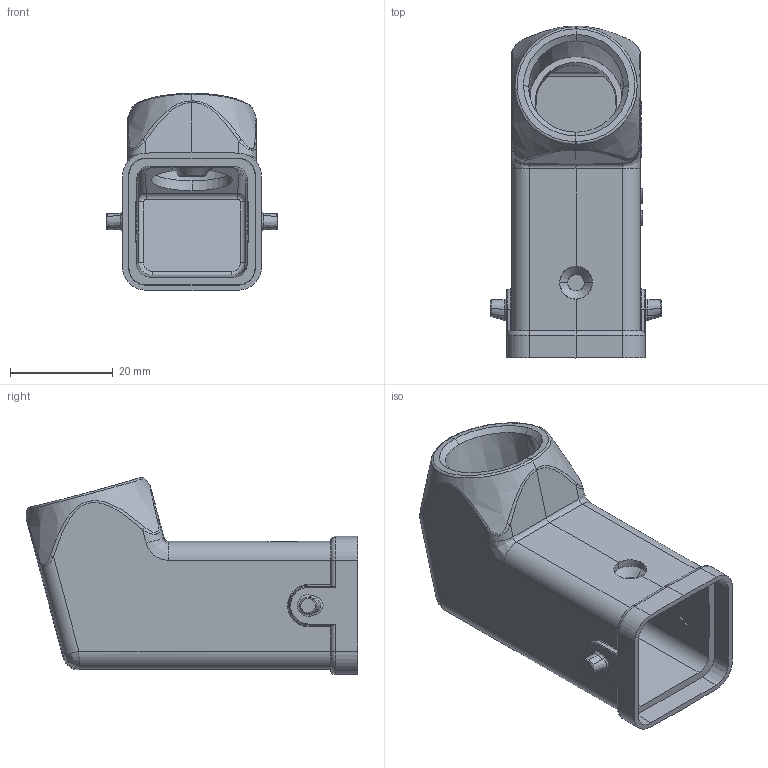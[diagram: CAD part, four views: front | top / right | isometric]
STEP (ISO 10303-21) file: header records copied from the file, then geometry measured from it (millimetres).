
FILE_DESCRIPTION((''),'2;1');
FILE_NAME('3D_1120035101001_H3A-SEHC-2B-M2','2024-01-18T',('yp.zhu'),(''),'PRO/ENGINEER BY PARAMETRIC TECHNOLOGY CORPORATION, 2012480','PRO/ENGINEER BY PARAMETRIC TECHNOLOGY CORPORATION, 2012480','');
FILE_SCHEMA(('CONFIG_CONTROL_DESIGN'));
Length unit declared in the file: millimetre
Products named in the file (1): 3D_1120035101001_H3A-SEHC-2B-M2
Bounding box: 33.4 x 64.55 x 38.53 mm (x, y, z)
Volume: 13728.7 mm3; surface area: 12730.3 mm2
Topology: 1 solids, 1 shells, 260 faces, 667 edges, 419 vertices
Faces by surface type: plane 104, cylinder 65, bspline 62, cone 16, torus 13
Entity records: 12627 total; most frequent: CARTESIAN_POINT 6794, ORIENTED_EDGE 1334, DIRECTION 1001, EDGE_CURVE 667, VERTEX_POINT 419, VECTOR 343, LINE 343, AXIS2_PLACEMENT_3D 329
